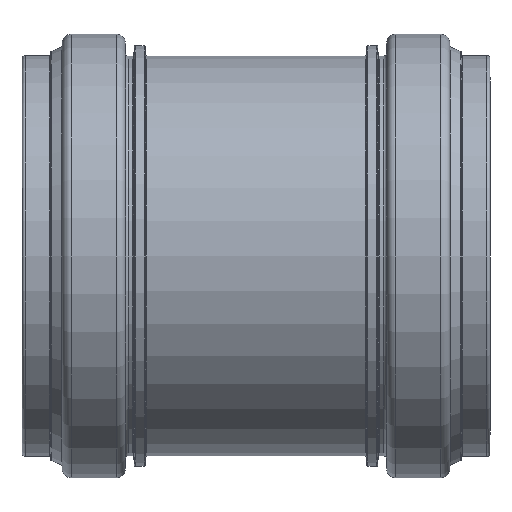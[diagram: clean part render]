
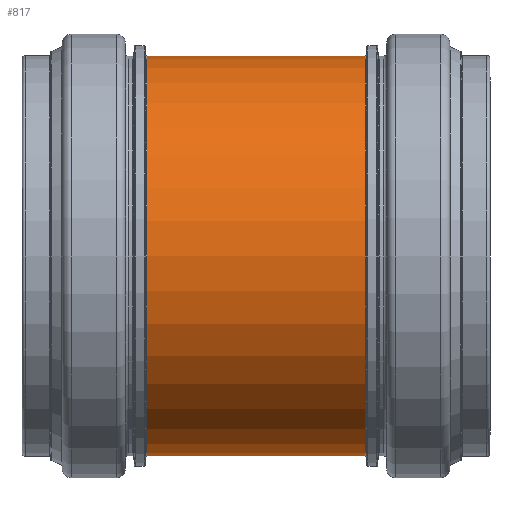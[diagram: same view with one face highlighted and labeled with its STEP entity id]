
A CAD part, left-side view. The second image highlights one B-rep face of the part: STEP entity #817.
In plain terms, the highlighted cylindrical face has radius 66.6 mm (diameter 133.2 mm), a full revolution.
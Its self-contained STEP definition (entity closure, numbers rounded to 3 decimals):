
#27=CYLINDRICAL_SURFACE('',#902,66.6);
#61=FACE_BOUND('',#224,.T.);
#141=FACE_OUTER_BOUND('',#223,.T.);
#223=EDGE_LOOP('',(#623));
#224=EDGE_LOOP('',(#624));
#380=CIRCLE('',#899,66.6);
#382=CIRCLE('',#903,66.6);
#460=VERTEX_POINT('',#1383);
#462=VERTEX_POINT('',#1389);
#540=EDGE_CURVE('',#460,#460,#380,.T.);
#542=EDGE_CURVE('',#462,#462,#382,.T.);
#623=ORIENTED_EDGE('',*,*,#542,.F.);
#624=ORIENTED_EDGE('',*,*,#540,.F.);
#817=ADVANCED_FACE('',(#141,#61),#27,.T.);
#899=AXIS2_PLACEMENT_3D('',#1384,#1063,#1064);
#902=AXIS2_PLACEMENT_3D('',#1388,#1069,#1070);
#903=AXIS2_PLACEMENT_3D('',#1390,#1071,#1072);
#1063=DIRECTION('center_axis',(0.,-1.,0.));
#1064=DIRECTION('ref_axis',(-1.,0.,0.));
#1069=DIRECTION('center_axis',(0.,-1.,0.));
#1070=DIRECTION('ref_axis',(1.,0.,0.));
#1071=DIRECTION('center_axis',(0.,1.,0.));
#1072=DIRECTION('ref_axis',(-1.,0.,0.));
#1383=CARTESIAN_POINT('',(66.6,-36.419,0.));
#1384=CARTESIAN_POINT('Origin',(0.,-36.419,0.));
#1388=CARTESIAN_POINT('Origin',(0.,-1.,
0.));
#1389=CARTESIAN_POINT('',(66.6,36.419,0.));
#1390=CARTESIAN_POINT('Origin',(0.,36.419,0.));
